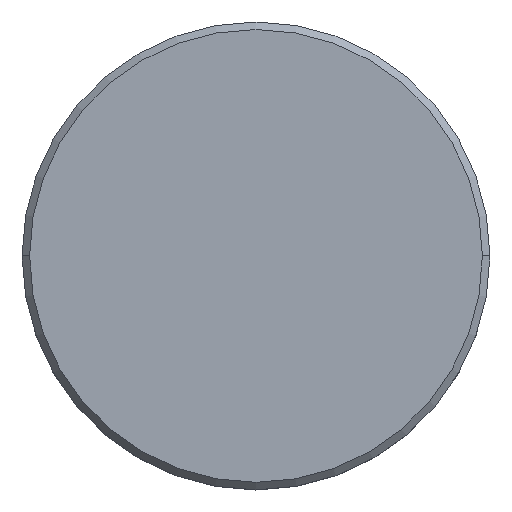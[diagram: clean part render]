
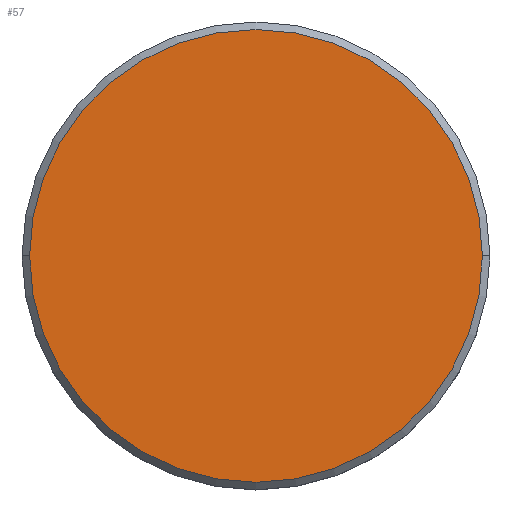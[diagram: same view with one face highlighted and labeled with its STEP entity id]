
A CAD part, top view. The second image highlights one B-rep face of the part: STEP entity #57.
In plain terms, the highlighted planar face has unit normal (0, 0, 1).
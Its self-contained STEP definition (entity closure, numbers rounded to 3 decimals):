
#18 = AXIS2_PLACEMENT_3D ( 'NONE', #535, #1085, #455 ) ;
#57 = ADVANCED_FACE ( 'NONE', ( #160 ), #960, .T. ) ;
#61 = VERTEX_POINT ( 'NONE', #1136 ) ;
#107 = EDGE_LOOP ( 'NONE', ( #336, #1057 ) ) ;
#113 = AXIS2_PLACEMENT_3D ( 'NONE', #1148, #967, #769 ) ;
#160 = FACE_OUTER_BOUND ( 'NONE', #107, .T. ) ;
#220 = EDGE_CURVE ( 'NONE', #61, #609, #356, .T. ) ;
#336 = ORIENTED_EDGE ( 'NONE', *, *, #220, .T. ) ;
#356 = CIRCLE ( 'NONE', #18, 15. ) ;
#455 = DIRECTION ( 'NONE',  ( 1., 0., 0. ) ) ;
#483 = EDGE_CURVE ( 'NONE', #609, #61, #704, .T. ) ;
#521 = CARTESIAN_POINT ( 'NONE',  ( 0., 0., 0. ) ) ;
#535 = CARTESIAN_POINT ( 'NONE',  ( 0., 0., 0. ) ) ;
#609 = VERTEX_POINT ( 'NONE', #705 ) ;
#704 = CIRCLE ( 'NONE', #113, 15. ) ;
#705 = CARTESIAN_POINT ( 'NONE',  ( 15., 0., 0. ) ) ;
#769 = DIRECTION ( 'NONE',  ( 1., 0., 0. ) ) ;
#770 = DIRECTION ( 'NONE',  ( 0., 0., 1. ) ) ;
#960 = PLANE ( 'NONE',  #1061 ) ;
#967 = DIRECTION ( 'NONE',  ( 0., 0., 1. ) ) ;
#1052 = DIRECTION ( 'NONE',  ( 1., 0., 0. ) ) ;
#1057 = ORIENTED_EDGE ( 'NONE', *, *, #483, .T. ) ;
#1061 = AXIS2_PLACEMENT_3D ( 'NONE', #521, #770, #1052 ) ;
#1085 = DIRECTION ( 'NONE',  ( 0., 0., 1. ) ) ;
#1136 = CARTESIAN_POINT ( 'NONE',  ( -15., 0., 0. ) ) ;
#1148 = CARTESIAN_POINT ( 'NONE',  ( 0., 0., 0. ) ) ;
